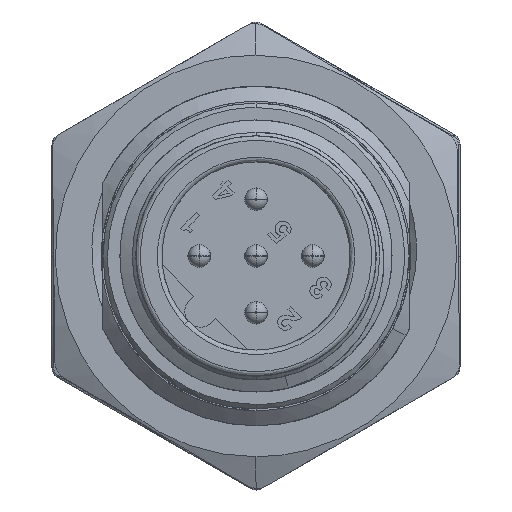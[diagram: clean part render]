
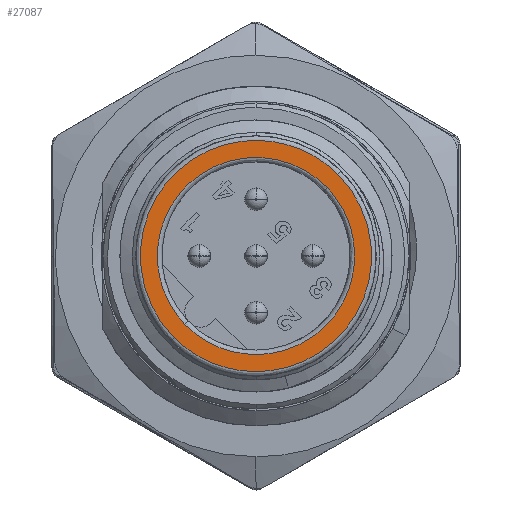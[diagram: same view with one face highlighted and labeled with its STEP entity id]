
A CAD part, left-side view. The second image highlights one B-rep face of the part: STEP entity #27087.
In plain terms, the highlighted planar face has unit normal (-1, 0, 0).
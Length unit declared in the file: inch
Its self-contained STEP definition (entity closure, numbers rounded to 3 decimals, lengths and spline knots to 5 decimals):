
#409 = ORIENTED_EDGE ( 'NONE', *, *, #18967, .F. ) ;
#1296 = EDGE_CURVE ( 'NONE', #25858, #27420, #29720, .T. ) ;
#1890 = CARTESIAN_POINT ( 'NONE',  ( -0.06299, 0.10232, -0.13733 ) ) ;
#2953 = EDGE_CURVE ( 'NONE', #34210, #24492, #32731, .T. ) ;
#3814 =( BOUNDED_CURVE ( )  B_SPLINE_CURVE ( 3, ( #6290, #6864, #18398, #30546 ),
 .UNSPECIFIED., .F., .F. ) 
 B_SPLINE_CURVE_WITH_KNOTS ( ( 4, 4 ),
 ( 0., 0.00055 ),
 .UNSPECIFIED. ) 
 CURVE ( )  GEOMETRIC_REPRESENTATION_ITEM ( )  RATIONAL_B_SPLINE_CURVE ( ( 1., 1., 1., 1. ) ) 
 REPRESENTATION_ITEM ( '' )  );
#4073 = CARTESIAN_POINT ( 'NONE',  ( -0.06299, -0.14222, 0.14173 ) ) ;
#4344 = FACE_OUTER_BOUND ( 'NONE', #24693, .T. ) ;
#5605 = CARTESIAN_POINT ( 'NONE',  ( -0.06299, -0.14222, 0.14173 ) ) ;
#5818 = AXIS2_PLACEMENT_3D ( 'NONE', #38139, #32366, #32168 ) ;
#6258 = CARTESIAN_POINT ( 'NONE',  ( -0.06299, 0.14149, 0.42545 ) ) ;
#6290 = CARTESIAN_POINT ( 'NONE',  ( -0.06299, -0.14198, 0.14198 ) ) ;
#6594 = CARTESIAN_POINT ( 'NONE',  ( -0.06299, 0.10232, -0.13733 ) ) ;
#6621 = EDGE_CURVE ( 'NONE', #9646, #34210, #20594, .T. ) ;
#6631 = ORIENTED_EDGE ( 'NONE', *, *, #6621, .F. ) ;
#6864 = CARTESIAN_POINT ( 'NONE',  ( -0.06299, -0.14206, 0.1419 ) ) ;
#7115 = PLANE ( 'NONE',  #5818 ) ;
#7233 = CARTESIAN_POINT ( 'NONE',  ( -0.06299, -0.4252, -0.14222 ) ) ;
#8193 =( BOUNDED_CURVE ( )  B_SPLINE_CURVE ( 3, ( #4073, #7233, #25345, #16007 ),
 .UNSPECIFIED., .F., .F. ) 
 B_SPLINE_CURVE_WITH_KNOTS ( ( 4, 4 ),
 ( 0.00055, 1. ),
 .UNSPECIFIED. ) 
 CURVE ( )  GEOMETRIC_REPRESENTATION_ITEM ( )  RATIONAL_B_SPLINE_CURVE ( ( 1., 0.334, 0.334, 1. ) ) 
 REPRESENTATION_ITEM ( '' )  );
#9156 = CARTESIAN_POINT ( 'NONE',  ( -0.06299, 0.13313, -0.10796 ) ) ;
#9238 = CARTESIAN_POINT ( 'NONE',  ( -0.06299, -0.14198, 0.14198 ) ) ;
#9399 = CARTESIAN_POINT ( 'NONE',  ( -0.06299, 0.10997, -0.13165 ) ) ;
#9646 = VERTEX_POINT ( 'NONE', #6594 ) ;
#9830 = CARTESIAN_POINT ( 'NONE',  ( -0.06299, 0.14206, -0.1419 ) ) ;
#10808 = CARTESIAN_POINT ( 'NONE',  ( -0.06299, -0.12372, 0.11842 ) ) ;
#11352 = CARTESIAN_POINT ( 'NONE',  ( -0.06299, 0.3192, 0.14178 ) ) ;
#12385 = CARTESIAN_POINT ( 'NONE',  ( -0.06299, 0.11714, -0.12532 ) ) ;
#12472 = EDGE_CURVE ( 'NONE', #24492, #17188, #19966, .T. ) ;
#12554 = CARTESIAN_POINT ( 'NONE',  ( -0.06299, 0.14222, -0.14173 ) ) ;
#12602 = CARTESIAN_POINT ( 'NONE',  ( -0.06299, 0.4252, 0.14222 ) ) ;
#13102 = ORIENTED_EDGE ( 'NONE', *, *, #29698, .F. ) ;
#15340 = CARTESIAN_POINT ( 'NONE',  ( -0.06299, 0.13733, -0.10232 ) ) ;
#16007 = CARTESIAN_POINT ( 'NONE',  ( -0.06299, 0.14198, -0.14198 ) ) ;
#16245 = B_SPLINE_CURVE_WITH_KNOTS ( 'NONE', 3,
 ( #21341, #12385, #9399, #21142 ),
 .UNSPECIFIED., .F., .F.,
 ( 4, 4 ),
 ( 0.42426, 1. ),
 .UNSPECIFIED. ) ;
#17188 = VERTEX_POINT ( 'NONE', #22836 ) ;
#18172 = CARTESIAN_POINT ( 'NONE',  ( -0.06299, 0.14222, -0.14173 ) ) ;
#18398 = CARTESIAN_POINT ( 'NONE',  ( -0.06299, -0.14214, 0.14182 ) ) ;
#18446 = CARTESIAN_POINT ( 'NONE',  ( -0.06299, 0.14198, -0.14198 ) ) ;
#18967 = EDGE_CURVE ( 'NONE', #38398, #25858, #37845, .T. ) ;
#19012 = EDGE_CURVE ( 'NONE', #27420, #37979, #3814, .T. ) ;
#19097 = ORIENTED_EDGE ( 'NONE', *, *, #12472, .F. ) ;
#19966 = B_SPLINE_CURVE_WITH_KNOTS ( 'NONE', 3,
 ( #36404, #9156, #35817, #38986 ),
 .UNSPECIFIED., .F., .F.,
 ( 4, 4 ),
 ( 0., 0.42426 ),
 .UNSPECIFIED. ) ;
#20310 = CARTESIAN_POINT ( 'NONE',  ( -0.06299, 0.13733, -0.10232 ) ) ;
#20594 =( BOUNDED_CURVE ( )  B_SPLINE_CURVE ( 3, ( #1890, #25928, #32481, #10808 ),
 .UNSPECIFIED., .F., .F. ) 
 B_SPLINE_CURVE_WITH_KNOTS ( ( 4, 4 ),
 ( 0., 0.49634 ),
 .UNSPECIFIED. ) 
 CURVE ( )  GEOMETRIC_REPRESENTATION_ITEM ( )  RATIONAL_B_SPLINE_CURVE ( ( 1., 0.389, 0.389, 1. ) ) 
 REPRESENTATION_ITEM ( '' )  );
#20844 = CARTESIAN_POINT ( 'NONE',  ( -0.06299, -0.12372, 0.11842 ) ) ;
#21142 = CARTESIAN_POINT ( 'NONE',  ( -0.06299, 0.10232, -0.13733 ) ) ;
#21341 = CARTESIAN_POINT ( 'NONE',  ( -0.06299, 0.12373, -0.11842 ) ) ;
#22810 = EDGE_CURVE ( 'NONE', #17188, #9646, #16245, .T. ) ;
#22836 = CARTESIAN_POINT ( 'NONE',  ( -0.06299, 0.12373, -0.11842 ) ) ;
#24492 = VERTEX_POINT ( 'NONE', #15340 ) ;
#24693 = EDGE_LOOP ( 'NONE', ( #30079, #32454, #409, #13102 ) ) ;
#24767 = CARTESIAN_POINT ( 'NONE',  ( -0.06299, 0.14214, -0.14182 ) ) ;
#25214 = FACE_BOUND ( 'NONE', #28542, .T. ) ;
#25345 = CARTESIAN_POINT ( 'NONE',  ( -0.06299, -0.14149, -0.42545 ) ) ;
#25504 = ORIENTED_EDGE ( 'NONE', *, *, #22810, .F. ) ;
#25858 = VERTEX_POINT ( 'NONE', #12554 ) ;
#25928 = CARTESIAN_POINT ( 'NONE',  ( -0.06299, -0.13227, -0.31211 ) ) ;
#27087 = ADVANCED_FACE ( 'NONE', ( #25214, #4344 ), #7115, .F. ) ;
#27420 = VERTEX_POINT ( 'NONE', #9238 ) ;
#28542 = EDGE_LOOP ( 'NONE', ( #19097, #39299, #6631, #25504 ) ) ;
#29668 = CARTESIAN_POINT ( 'NONE',  ( -0.06299, -0.12372, 0.11842 ) ) ;
#29698 = EDGE_CURVE ( 'NONE', #37979, #38398, #8193, .T. ) ;
#29720 =( BOUNDED_CURVE ( )  B_SPLINE_CURVE ( 3, ( #18172, #12602, #6258, #36668 ),
 .UNSPECIFIED., .F., .F. ) 
 B_SPLINE_CURVE_WITH_KNOTS ( ( 4, 4 ),
 ( 0.00055, 1. ),
 .UNSPECIFIED. ) 
 CURVE ( )  GEOMETRIC_REPRESENTATION_ITEM ( )  RATIONAL_B_SPLINE_CURVE ( ( 1., 0.334, 0.334, 1. ) ) 
 REPRESENTATION_ITEM ( '' )  );
#30079 = ORIENTED_EDGE ( 'NONE', *, *, #19012, .F. ) ;
#30546 = CARTESIAN_POINT ( 'NONE',  ( -0.06299, -0.14222, 0.14173 ) ) ;
#30742 = CARTESIAN_POINT ( 'NONE',  ( -0.06299, 0.14222, -0.14173 ) ) ;
#32168 = DIRECTION ( 'NONE',  ( 0., 0., -1. ) ) ;
#32366 = DIRECTION ( 'NONE',  ( 1., 0., 0. ) ) ;
#32454 = ORIENTED_EDGE ( 'NONE', *, *, #1296, .F. ) ;
#32481 = CARTESIAN_POINT ( 'NONE',  ( -0.06299, -0.32599, -0.09292 ) ) ;
#32731 =( BOUNDED_CURVE ( )  B_SPLINE_CURVE ( 3, ( #29668, #33238, #11352, #20310 ),
 .UNSPECIFIED., .F., .F. ) 
 B_SPLINE_CURVE_WITH_KNOTS ( ( 4, 4 ),
 ( 0.49634, 1. ),
 .UNSPECIFIED. ) 
 CURVE ( )  GEOMETRIC_REPRESENTATION_ITEM ( )  RATIONAL_B_SPLINE_CURVE ( ( 1., 0.374, 0.374, 1. ) ) 
 REPRESENTATION_ITEM ( '' )  );
#33238 = CARTESIAN_POINT ( 'NONE',  ( -0.06299, 0.08675, 0.33832 ) ) ;
#33901 = CARTESIAN_POINT ( 'NONE',  ( -0.06299, 0.14198, -0.14198 ) ) ;
#34210 = VERTEX_POINT ( 'NONE', #20844 ) ;
#35817 = CARTESIAN_POINT ( 'NONE',  ( -0.06299, 0.12858, -0.11334 ) ) ;
#36404 = CARTESIAN_POINT ( 'NONE',  ( -0.06299, 0.13733, -0.10232 ) ) ;
#36668 = CARTESIAN_POINT ( 'NONE',  ( -0.06299, -0.14198, 0.14198 ) ) ;
#37845 =( BOUNDED_CURVE ( )  B_SPLINE_CURVE ( 3, ( #33901, #9830, #24767, #30742 ),
 .UNSPECIFIED., .F., .F. ) 
 B_SPLINE_CURVE_WITH_KNOTS ( ( 4, 4 ),
 ( 0., 0.00055 ),
 .UNSPECIFIED. ) 
 CURVE ( )  GEOMETRIC_REPRESENTATION_ITEM ( )  RATIONAL_B_SPLINE_CURVE ( ( 1., 1., 1., 1. ) ) 
 REPRESENTATION_ITEM ( '' )  );
#37979 = VERTEX_POINT ( 'NONE', #5605 ) ;
#38139 = CARTESIAN_POINT ( 'NONE',  ( -0.06299, 0., 0. ) ) ;
#38398 = VERTEX_POINT ( 'NONE', #18446 ) ;
#38986 = CARTESIAN_POINT ( 'NONE',  ( -0.06299, 0.12373, -0.11842 ) ) ;
#39299 = ORIENTED_EDGE ( 'NONE', *, *, #2953, .F. ) ;
